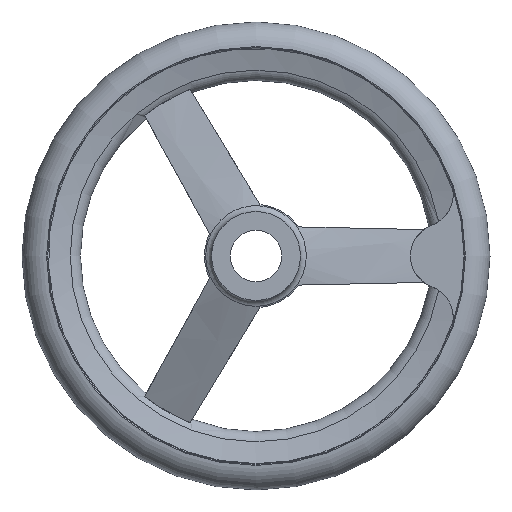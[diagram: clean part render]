
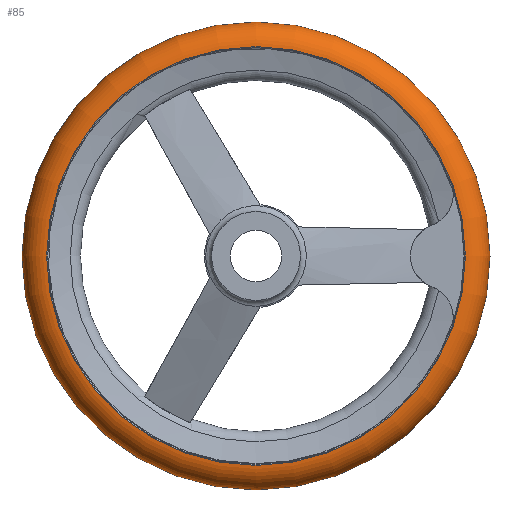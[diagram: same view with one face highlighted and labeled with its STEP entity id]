
A CAD part, front view. The second image highlights one B-rep face of the part: STEP entity #85.
In plain terms, the highlighted toroidal (fillet/blend) face has major radius 89 mm and minor radius 11 mm.
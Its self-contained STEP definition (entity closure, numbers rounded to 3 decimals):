
#85 = ADVANCED_FACE( '', ( #201, #202, #203 ), #204, .T. );
#201 = FACE_BOUND( '', #362, .T. );
#202 = FACE_OUTER_BOUND( '', #363, .T. );
#203 = FACE_OUTER_BOUND( '', #364, .T. );
#204 = TOROIDAL_SURFACE( '', #365, 89., 11. );
#362 = VERTEX_LOOP( '', #611 );
#363 = EDGE_LOOP( '', ( #612 ) );
#364 = EDGE_LOOP( '', ( #613 ) );
#365 = AXIS2_PLACEMENT_3D( '', #614, #615, #616 );
#611 = VERTEX_POINT( '', #939 );
#612 = ORIENTED_EDGE( '', *, *, #940, .T. );
#613 = ORIENTED_EDGE( '', *, *, #941, .F. );
#614 = CARTESIAN_POINT( '', ( 0., 34., 0. ) );
#615 = DIRECTION( '', ( 0., -1., 0. ) );
#616 = DIRECTION( '', ( 0., 0., -1. ) );
#939 = CARTESIAN_POINT( '', ( 0., 34., -100. ) );
#940 = EDGE_CURVE( '', #1120, #1120, #1121, .T. );
#941 = EDGE_CURVE( '', #1122, #1122, #1123, .T. );
#1120 = VERTEX_POINT( '', #1549 );
#1121 = CIRCLE( '', #1550, 89.458 );
#1122 = VERTEX_POINT( '', #1551 );
#1123 = CIRCLE( '', #1552, 89.458 );
#1549 = CARTESIAN_POINT( '', ( 0., 44.99, -89.458 ) );
#1550 = AXIS2_PLACEMENT_3D( '', #1955, #1956, #1957 );
#1551 = CARTESIAN_POINT( '', ( 0., 23.01, -89.458 ) );
#1552 = AXIS2_PLACEMENT_3D( '', #1958, #1959, #1960 );
#1955 = CARTESIAN_POINT( '', ( 0., 44.99, 0. ) );
#1956 = DIRECTION( '', ( 0., -1., 0. ) );
#1957 = DIRECTION( '', ( 0., 0., -1. ) );
#1958 = CARTESIAN_POINT( '', ( 0., 23.01, 0. ) );
#1959 = DIRECTION( '', ( 0., -1., 0. ) );
#1960 = DIRECTION( '', ( 0., 0., -1. ) );
